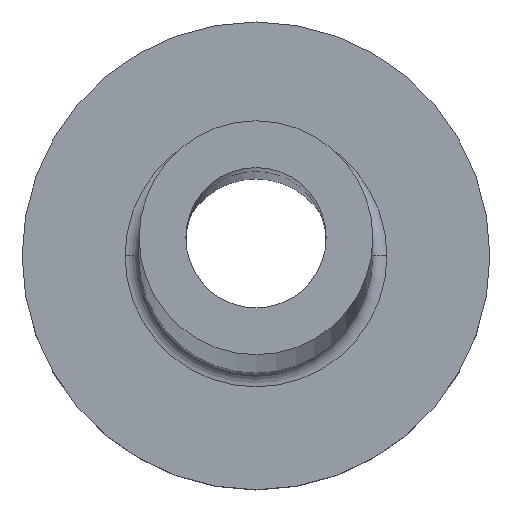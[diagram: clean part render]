
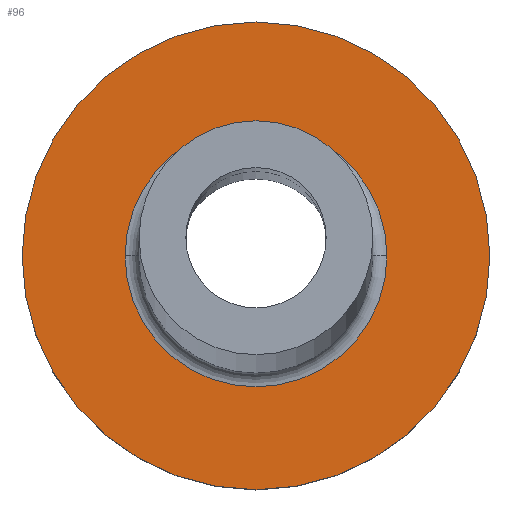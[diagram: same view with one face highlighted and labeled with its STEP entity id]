
A CAD part, top view. The second image highlights one B-rep face of the part: STEP entity #96.
In plain terms, the highlighted planar face has unit normal (0, 0, 1).
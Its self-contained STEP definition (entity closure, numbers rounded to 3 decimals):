
#1 = DIRECTION ( 'NONE',  ( 0., 0., 1. ) ) ;
#31 = CIRCLE ( 'NONE', #176, 5. ) ;
#52 = DIRECTION ( 'NONE',  ( 1., 0., 0. ) ) ;
#54 = EDGE_LOOP ( 'NONE', ( #184, #366 ) ) ;
#61 = AXIS2_PLACEMENT_3D ( 'NONE', #113, #275, #52 ) ;
#65 = DIRECTION ( 'NONE',  ( 1., 0., 0. ) ) ;
#86 = CIRCLE ( 'NONE', #436, 5. ) ;
#96 = ADVANCED_FACE ( 'NONE', ( #409, #196 ), #300, .T. ) ;
#102 = VERTEX_POINT ( 'NONE', #453 ) ;
#110 = AXIS2_PLACEMENT_3D ( 'NONE', #185, #177, #213 ) ;
#113 = CARTESIAN_POINT ( 'NONE',  ( 0., 0., 3. ) ) ;
#124 = DIRECTION ( 'NONE',  ( 0., 0., 1. ) ) ;
#125 = DIRECTION ( 'NONE',  ( 0., 0., 1. ) ) ;
#141 = ORIENTED_EDGE ( 'NONE', *, *, #398, .T. ) ;
#148 = DIRECTION ( 'NONE',  ( 1., 0., 0. ) ) ;
#160 = CIRCLE ( 'NONE', #110, 2.8 ) ;
#176 = AXIS2_PLACEMENT_3D ( 'NONE', #318, #1, #394 ) ;
#177 = DIRECTION ( 'NONE',  ( 0., 0., -1. ) ) ;
#184 = ORIENTED_EDGE ( 'NONE', *, *, #233, .T. ) ;
#185 = CARTESIAN_POINT ( 'NONE',  ( 0., 0., 3. ) ) ;
#191 = CIRCLE ( 'NONE', #61, 2.8 ) ;
#196 = FACE_OUTER_BOUND ( 'NONE', #54, .T. ) ;
#213 = DIRECTION ( 'NONE',  ( 1., 0., 0. ) ) ;
#215 = EDGE_CURVE ( 'NONE', #223, #102, #160, .T. ) ;
#219 = ORIENTED_EDGE ( 'NONE', *, *, #215, .T. ) ;
#223 = VERTEX_POINT ( 'NONE', #425 ) ;
#225 = CARTESIAN_POINT ( 'NONE',  ( 0., 0., 3. ) ) ;
#233 = EDGE_CURVE ( 'NONE', #324, #362, #31, .T. ) ;
#244 = CARTESIAN_POINT ( 'NONE',  ( 5., 0., 3. ) ) ;
#275 = DIRECTION ( 'NONE',  ( 0., 0., -1. ) ) ;
#300 = PLANE ( 'NONE',  #310 ) ;
#310 = AXIS2_PLACEMENT_3D ( 'NONE', #339, #125, #65 ) ;
#313 = CARTESIAN_POINT ( 'NONE',  ( -5., 0., 3. ) ) ;
#318 = CARTESIAN_POINT ( 'NONE',  ( 0., 0., 3. ) ) ;
#324 = VERTEX_POINT ( 'NONE', #313 ) ;
#330 = EDGE_LOOP ( 'NONE', ( #219, #141 ) ) ;
#339 = CARTESIAN_POINT ( 'NONE',  ( 0., 0., 3. ) ) ;
#362 = VERTEX_POINT ( 'NONE', #244 ) ;
#366 = ORIENTED_EDGE ( 'NONE', *, *, #385, .T. ) ;
#385 = EDGE_CURVE ( 'NONE', #362, #324, #86, .T. ) ;
#394 = DIRECTION ( 'NONE',  ( 1., 0., 0. ) ) ;
#398 = EDGE_CURVE ( 'NONE', #102, #223, #191, .T. ) ;
#409 = FACE_BOUND ( 'NONE', #330, .T. ) ;
#425 = CARTESIAN_POINT ( 'NONE',  ( 2.8, 0., 3. ) ) ;
#436 = AXIS2_PLACEMENT_3D ( 'NONE', #225, #124, #148 ) ;
#453 = CARTESIAN_POINT ( 'NONE',  ( -2.8, 0., 3. ) ) ;
